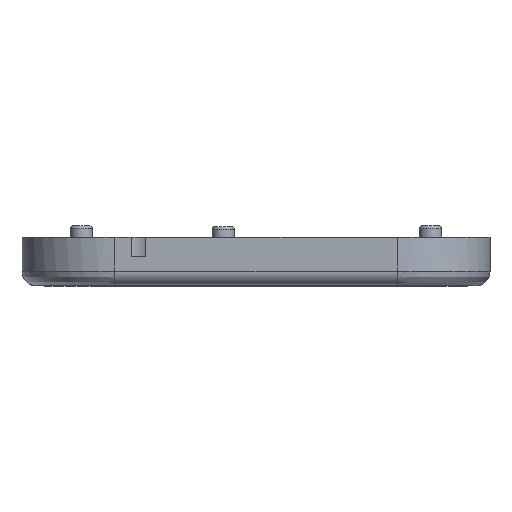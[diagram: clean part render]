
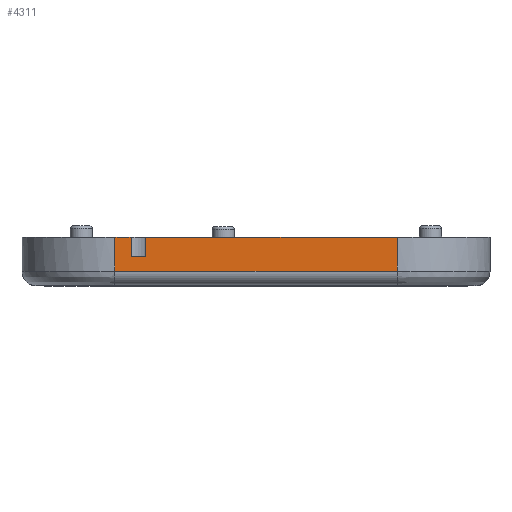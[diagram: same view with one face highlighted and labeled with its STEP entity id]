
A CAD part, top view. The second image highlights one B-rep face of the part: STEP entity #4311.
In plain terms, the highlighted planar face has unit normal (0, 0, 1).
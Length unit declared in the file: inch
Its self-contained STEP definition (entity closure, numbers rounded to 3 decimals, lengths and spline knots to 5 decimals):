
#68=PLANE('',#4575);
#298=FACE_OUTER_BOUND('',#546,.T.);
#546=EDGE_LOOP('',(#3067,#3068,#3069,#3070,#3071,#3072,#3073,#3074,#3075,
#3076));
#885=LINE('',#6274,#1284);
#889=LINE('',#7799,#1288);
#891=LINE('',#7836,#1290);
#892=LINE('',#7855,#1291);
#893=LINE('',#7857,#1292);
#894=LINE('',#7859,#1293);
#895=LINE('',#7861,#1294);
#896=LINE('',#7863,#1295);
#1284=VECTOR('',#4870,0.998);
#1288=VECTOR('',#4894,0.11989);
#1290=VECTOR('',#4898,0.11989);
#1291=VECTOR('',#4899,0.0404);
#1292=VECTOR('',#4900,0.068);
#1293=VECTOR('',#4901,0.05);
#1294=VECTOR('',#4902,0.068);
#1295=VECTOR('',#4903,0.0404);
#1688=B_SPLINE_CURVE_WITH_KNOTS('',3,(#7838,#7839,#7840,#7841,#7842,#7843,
#7844,#7845,#7846,#7847,#7848,#7849,#7850,#7851,#7852,#7853),
 .UNSPECIFIED.,.F.,.F.,(4,1,1,1,1,1,1,1,1,1,1,1,1,4),(-2.15845,
-2.11243,-1.79557,-1.68995,-1.4787,
-1.37308,-1.16184,-1.05622,-0.84497,
-0.73935,-0.52811,-0.42249,-0.21124,
0.),.UNSPECIFIED.);
#1689=B_SPLINE_CURVE_WITH_KNOTS('',3,(#7864,#7865,#7866,#7867),
 .UNSPECIFIED.,.F.,.F.,(4,4),(-2.53492,-2.49069),.UNSPECIFIED.);
#1900=VERTEX_POINT('',#6271);
#1901=VERTEX_POINT('',#6273);
#1908=VERTEX_POINT('',#7798);
#1910=VERTEX_POINT('',#7835);
#1911=VERTEX_POINT('',#7837);
#1912=VERTEX_POINT('',#7854);
#1913=VERTEX_POINT('',#7856);
#1914=VERTEX_POINT('',#7858);
#1915=VERTEX_POINT('',#7860);
#1916=VERTEX_POINT('',#7862);
#2355=EDGE_CURVE('',#1900,#1901,#885,.T.);
#2370=EDGE_CURVE('',#1908,#1901,#889,.T.);
#2373=EDGE_CURVE('',#1910,#1900,#891,.T.);
#2374=EDGE_CURVE('',#1911,#1910,#1688,.T.);
#2375=EDGE_CURVE('',#1912,#1911,#892,.T.);
#2376=EDGE_CURVE('',#1913,#1912,#893,.T.);
#2377=EDGE_CURVE('',#1914,#1913,#894,.T.);
#2378=EDGE_CURVE('',#1915,#1914,#895,.T.);
#2379=EDGE_CURVE('',#1916,#1915,#896,.T.);
#2380=EDGE_CURVE('',#1908,#1916,#1689,.T.);
#3067=ORIENTED_EDGE('',*,*,#2355,.F.);
#3068=ORIENTED_EDGE('',*,*,#2373,.F.);
#3069=ORIENTED_EDGE('',*,*,#2374,.F.);
#3070=ORIENTED_EDGE('',*,*,#2375,.F.);
#3071=ORIENTED_EDGE('',*,*,#2376,.F.);
#3072=ORIENTED_EDGE('',*,*,#2377,.F.);
#3073=ORIENTED_EDGE('',*,*,#2378,.F.);
#3074=ORIENTED_EDGE('',*,*,#2379,.F.);
#3075=ORIENTED_EDGE('',*,*,#2380,.F.);
#3076=ORIENTED_EDGE('',*,*,#2370,.T.);
#4311=ADVANCED_FACE('',(#298),#68,.T.);
#4575=AXIS2_PLACEMENT_3D('',#7834,#4896,#4897);
#4870=DIRECTION('',(-1.,0.,0.));
#4894=DIRECTION('',(0.,-1.,0.));
#4896=DIRECTION('center_axis',(0.,0.,1.));
#4897=DIRECTION('ref_axis',(-1.,0.,0.));
#4898=DIRECTION('',(0.,-1.,0.));
#4899=DIRECTION('',(1.,0.,0.));
#4900=DIRECTION('',(0.,1.,0.));
#4901=DIRECTION('',(1.,0.,0.));
#4902=DIRECTION('',(0.,-1.,0.));
#4903=DIRECTION('',(1.,0.,0.));
#6271=CARTESIAN_POINT('',(0.499,0.16011,0.82617));
#6273=CARTESIAN_POINT('',(-0.499,0.16011,0.82617));
#6274=CARTESIAN_POINT('',(0.20459,0.16011,0.82617));
#7798=CARTESIAN_POINT('',(-0.499,0.28,0.82617));
#7799=CARTESIAN_POINT('',(-0.499,0.28,0.82617));
#7834=CARTESIAN_POINT('Origin',(0.499,0.28,0.82617));
#7835=CARTESIAN_POINT('',(0.499,0.28,0.82617));
#7836=CARTESIAN_POINT('',(0.499,0.28,0.82617));
#7837=CARTESIAN_POINT('',(-0.35078,0.28,0.82617));
#7838=CARTESIAN_POINT('Ctrl Pts',(-0.35078,0.28,0.82617));
#7839=CARTESIAN_POINT('Ctrl Pts',(-0.34474,0.28,0.82617));
#7840=CARTESIAN_POINT('Ctrl Pts',(-0.29712,0.28,0.82617));
#7841=CARTESIAN_POINT('Ctrl Pts',(-0.23564,0.28,0.82617));
#7842=CARTESIAN_POINT('Ctrl Pts',(-0.15247,0.28,0.82617));
#7843=CARTESIAN_POINT('Ctrl Pts',(-0.09703,0.28,0.82617));
#7844=CARTESIAN_POINT('Ctrl Pts',(-0.02772,0.28,0.82617));
#7845=CARTESIAN_POINT('Ctrl Pts',(0.02772,0.28,0.82617));
#7846=CARTESIAN_POINT('Ctrl Pts',(0.09703,0.28,0.82617));
#7847=CARTESIAN_POINT('Ctrl Pts',(0.15247,0.28,0.82617));
#7848=CARTESIAN_POINT('Ctrl Pts',(0.22178,0.28,0.82617));
#7849=CARTESIAN_POINT('Ctrl Pts',(0.27722,0.28,0.82617));
#7850=CARTESIAN_POINT('Ctrl Pts',(0.34653,0.28,0.82617));
#7851=CARTESIAN_POINT('Ctrl Pts',(0.41583,0.28,0.82617));
#7852=CARTESIAN_POINT('Ctrl Pts',(0.47128,0.28,0.82617));
#7853=CARTESIAN_POINT('Ctrl Pts',(0.499,0.28,0.82617));
#7854=CARTESIAN_POINT('',(-0.39118,0.28,0.82617));
#7855=CARTESIAN_POINT('',(0.2495,0.28,0.82617));
#7856=CARTESIAN_POINT('',(-0.39118,0.212,0.82617));
#7857=CARTESIAN_POINT('',(-0.39118,0.28,0.82617));
#7858=CARTESIAN_POINT('',(-0.44118,0.212,0.82617));
#7859=CARTESIAN_POINT('',(0.04141,0.212,0.82617));
#7860=CARTESIAN_POINT('',(-0.44118,0.28,0.82617));
#7861=CARTESIAN_POINT('',(-0.44118,0.28,0.82617));
#7862=CARTESIAN_POINT('',(-0.48159,0.28,0.82617));
#7863=CARTESIAN_POINT('',(0.2495,0.28,0.82617));
#7864=CARTESIAN_POINT('Ctrl Pts',(-0.499,0.28,0.82617));
#7865=CARTESIAN_POINT('Ctrl Pts',(-0.4932,0.28,0.82617));
#7866=CARTESIAN_POINT('Ctrl Pts',(-0.48739,0.28,0.82617));
#7867=CARTESIAN_POINT('Ctrl Pts',(-0.48159,0.28,0.82617));
